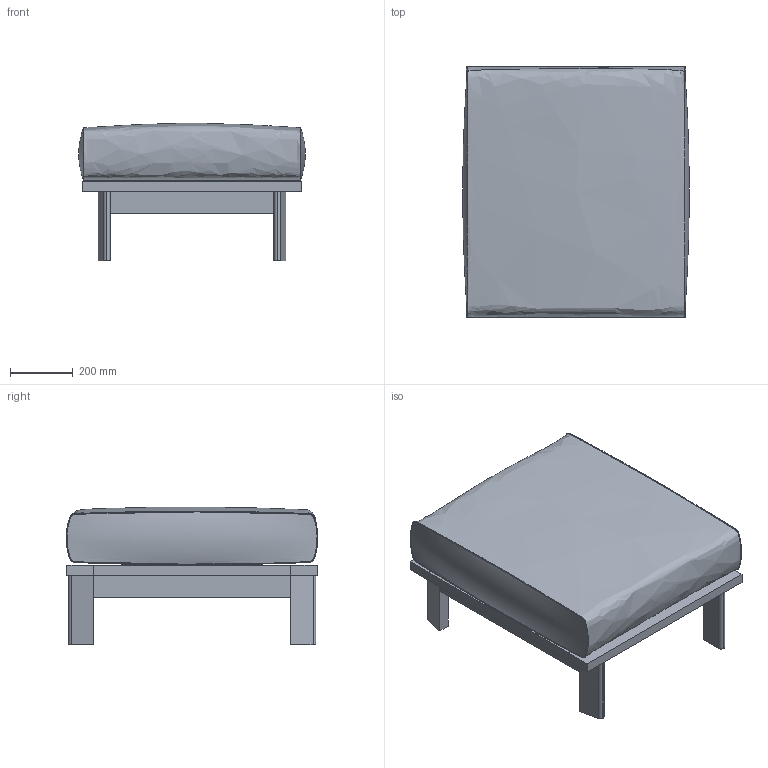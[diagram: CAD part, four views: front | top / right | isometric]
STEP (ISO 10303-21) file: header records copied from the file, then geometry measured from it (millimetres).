
FILE_DESCRIPTION(/* description */ (''),/* implementation_level */ '2;1');
FILE_NAME(/* name */ 'Rail_CB-491F_3D',/* time_stamp */ '2023-10-06T12:39:57+02:00',/* author */ (''),/* organization */ (''),/* preprocessor_version */ 'ST-DEVELOPER v16.5',/* originating_system */ 'Rhino 7.31',/* authorisation */ '');
FILE_SCHEMA (('AUTOMOTIVE_DESIGN'));
Length unit declared in the file: centimetre
Products named in the file (2): Document; Rail_CB-491F
Assembly tree (1 placements, depth 2):
  Document
    Rail_CB-491F
Bounding box: 723.29 x 803.47 x 440.62 mm (x, y, z)
Volume: 22934169.8 mm3; surface area: 3738726.6 mm2
Topology: 21 solids, 24 shells, 129 faces, 267 edges, 178 vertices
Faces by surface type: plane 114, cylinder 8, bspline 7
Entity records: 18884 total; most frequent: CARTESIAN_POINT 16592, ORIENTED_EDGE 526, EDGE_CURVE 267, B_SPLINE_CURVE_WITH_KNOTS 247, VERTEX_POINT 178, DIRECTION 132, ADVANCED_FACE 129, FACE_OUTER_BOUND 129
